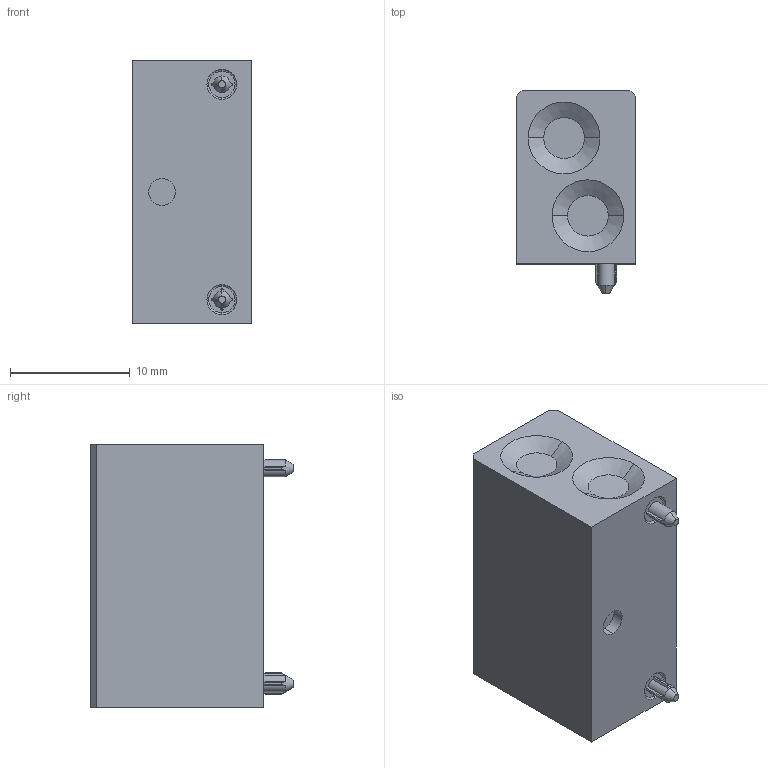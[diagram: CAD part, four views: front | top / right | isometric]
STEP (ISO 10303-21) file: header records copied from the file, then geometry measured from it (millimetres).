
FILE_DESCRIPTION((''),'2;1');
FILE_NAME('C-1469374-1','2019-02-27T06:03:07',('workeradm'),('TE Connectivity Ltd.'),'CREO PARAMETRIC BY PTC INC, 2018190','CREO PARAMETRIC BY PTC INC, 2018190','');
FILE_SCHEMA(('AUTOMOTIVE_DESIGN { 1 0 10303 214 1 1 1 1 }'));
Length unit declared in the file: millimetre
Products named in the file (1): C-1469374-1
Bounding box: 10 x 17 x 22 mm (x, y, z)
Volume: 3121.6 mm3; surface area: 1423.6 mm2
Topology: 1 solids, 1 shells, 79 faces, 198 edges, 132 vertices
Faces by surface type: plane 42, cylinder 25, cone 8, torus 4
Entity records: 2522 total; most frequent: CARTESIAN_POINT 547, DIRECTION 406, ORIENTED_EDGE 396, EDGE_CURVE 198, AXIS2_PLACEMENT_3D 149, VERTEX_POINT 132, VECTOR 108, LINE 108
